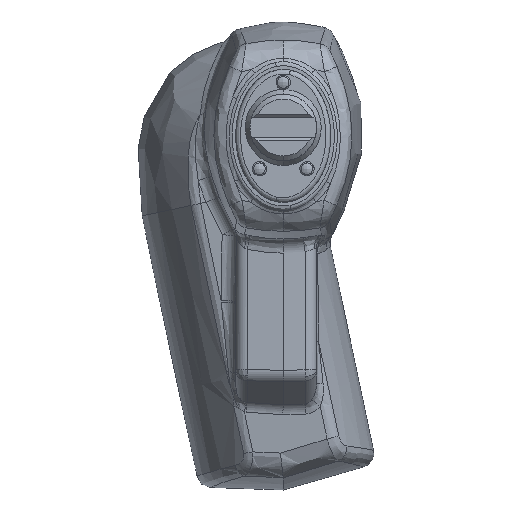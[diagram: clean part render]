
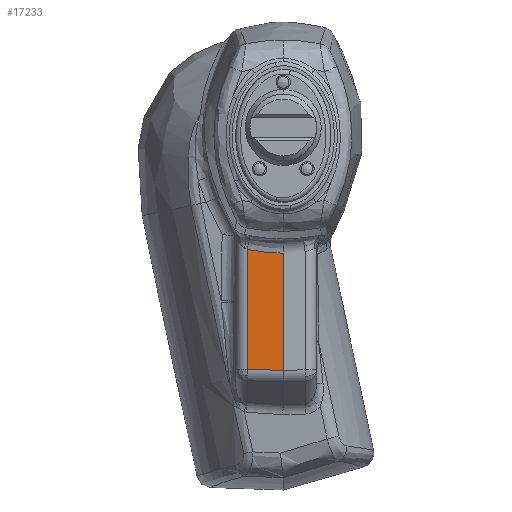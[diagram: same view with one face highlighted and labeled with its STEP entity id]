
A CAD part, left-side view. The second image highlights one B-rep face of the part: STEP entity #17233.
In plain terms, the highlighted planar face has unit normal (-0.999, 0.035, 0).
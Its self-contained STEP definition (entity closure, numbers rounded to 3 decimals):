
#11059 = CARTESIAN_POINT ( 'NONE',  ( -131.47, 15.174, -101.735 ) ) ;
#11060 = DIRECTION ( 'NONE',  ( 0., 0., -1. ) ) ;
#11061 = CARTESIAN_POINT ( 'NONE',  ( -132., 0., -52.851 ) ) ;
#11070 = CARTESIAN_POINT ( 'NONE',  ( -131.911, 2.551, -52.853 ) ) ;
#11071 = CARTESIAN_POINT ( 'NONE',  ( -131.822, 5.102, -52.709 ) ) ;
#11072 = CARTESIAN_POINT ( 'NONE',  ( -131.645, 10.162, -52.168 ) ) ;
#11073 = CARTESIAN_POINT ( 'NONE',  ( -131.557, 12.675, -51.771 ) ) ;
#11074 = CARTESIAN_POINT ( 'NONE',  ( -131.47, 15.174, -51.264 ) ) ;
#11075 = CARTESIAN_POINT ( 'NONE',  ( -132., 0., 0. ) ) ;
#11076 = DIRECTION ( 'NONE',  ( 0., 0., 1. ) ) ;
#11077 = CARTESIAN_POINT ( 'NONE',  ( -131.939, 1.736, -102.046 ) ) ;
#11078 = DIRECTION ( 'NONE',  ( -0.035, -0.999, -0.017 ) ) ;
#16440 = EDGE_CURVE ( 'NONE', #26113, #26114, #18134, .T. ) ;
#16445 = EDGE_CURVE ( 'NONE', #26112, #26113, #25731, .T. ) ;
#16446 = EDGE_CURVE ( 'NONE', #26111, #26112, #18143, .T. ) ;
#16447 = EDGE_CURVE ( 'NONE', #26114, #26111, #18179, .T. ) ;
#16739 = ORIENTED_EDGE ( 'NONE', *, *, #16446, .T. ) ;
#16740 = ORIENTED_EDGE ( 'NONE', *, *, #16445, .T. ) ;
#16741 = ORIENTED_EDGE ( 'NONE', *, *, #16440, .T. ) ;
#16742 = ORIENTED_EDGE ( 'NONE', *, *, #16447, .T. ) ;
#17233 = ADVANCED_FACE ( 'NONE', ( #25218 ), #33758, .T. ) ;
#17764 = EDGE_LOOP ( 'NONE', ( #16739, #16740, #16741, #16742 ) ) ;
#18134 = LINE ( 'NONE', #11059, #18156 ) ;
#18143 = LINE ( 'NONE', #11075, #18175 ) ;
#18156 = VECTOR ( 'NONE', #11060, 1000. ) ;
#18175 = VECTOR ( 'NONE', #11076, 1000. ) ;
#18179 = LINE ( 'NONE', #11077, #18181 ) ;
#18181 = VECTOR ( 'NONE', #11078, 1000. ) ;
#23099 = CARTESIAN_POINT ( 'NONE',  ( -132., 0., -102.075 ) ) ;
#23100 = CARTESIAN_POINT ( 'NONE',  ( -132., 0., -52.851 ) ) ;
#23101 = CARTESIAN_POINT ( 'NONE',  ( -131.47, 15.174, -51.264 ) ) ;
#23102 = CARTESIAN_POINT ( 'NONE',  ( -131.47, 15.174, -101.817 ) ) ;
#25218 = FACE_OUTER_BOUND ( 'NONE', #17764, .T. ) ;
#25731 = B_SPLINE_CURVE_WITH_KNOTS ( 'NONE', 3,
 ( #11061, #11070, #11071, #11072, #11073, #11074 ),
 .UNSPECIFIED., .F., .F.,
 ( 4, 2, 4 ),
 ( 0., 0.008, 0.015 ),
 .UNSPECIFIED. ) ;
#26111 = VERTEX_POINT ( 'NONE', #23099 ) ;
#26112 = VERTEX_POINT ( 'NONE', #23100 ) ;
#26113 = VERTEX_POINT ( 'NONE', #23101 ) ;
#26114 = VERTEX_POINT ( 'NONE', #23102 ) ;
#33757 = CARTESIAN_POINT ( 'NONE',  ( -132., 0., 0. ) ) ;
#33758 = PLANE ( 'NONE',  #34312 ) ;
#33763 = DIRECTION ( 'NONE',  ( -0.999, 0.035, 0. ) ) ;
#33764 = DIRECTION ( 'NONE',  ( -0.035, -0.999, 0. ) ) ;
#34312 = AXIS2_PLACEMENT_3D ( 'NONE', #33757, #33763, #33764 ) ;
